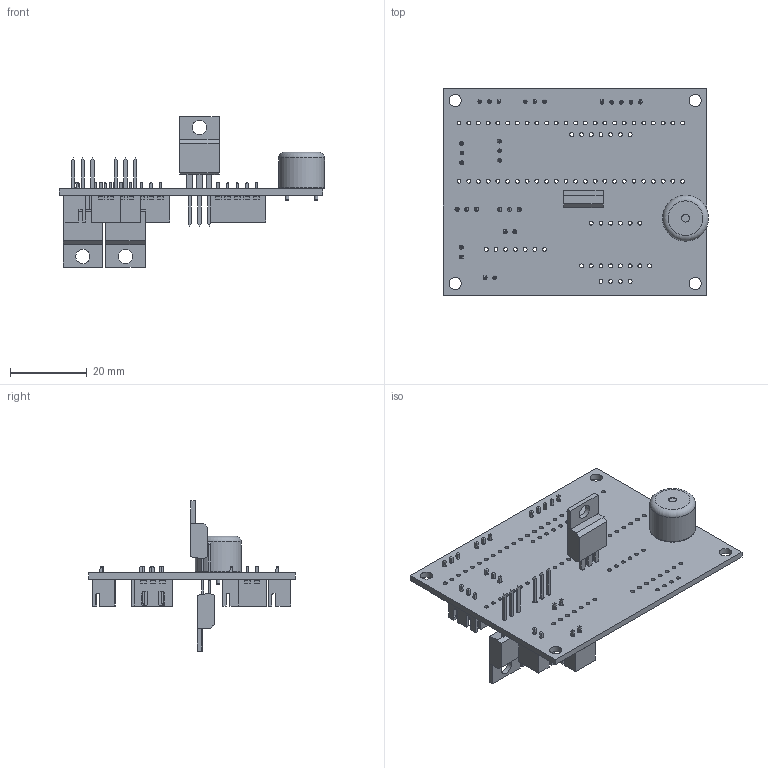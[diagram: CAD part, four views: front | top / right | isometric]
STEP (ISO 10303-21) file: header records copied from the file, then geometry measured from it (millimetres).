
FILE_DESCRIPTION(('KiCad electronic assembly'),'2;1');
FILE_NAME('UDM PCB.STEP','2023-10-12T09:16:49',('Pcbnew'),('Kicad'), 'Open CASCADE STEP processor 7.7','KiCad to STEP converter','Unknown' );
FILE_SCHEMA(('AUTOMOTIVE_DESIGN { 1 0 10303 214 1 1 1 1 }'));
Length unit declared in the file: millimetre
Products named in the file (12): UDM PCB 1; TO-220-3_Vertical; SOLID; Buzzer_12x9.5RM7.6; JST_XH_B3B-XH-A_1x03_P2.50mm_Vertical; JST_XH_B5B-XH-A_1x05_P2.50mm_Vertical; JST_XH_B2B-XH-A_1x02_P2.50mm_Vertical; UDM PCB PCB
Assembly tree (18 placements, depth 3):
  UDM PCB 1
    TO-220-3_Vertical  x3
      SOLID
    Buzzer_12x9.5RM7.6
      SOLID
    JST_XH_B3B-XH-A_1x03_P2.50mm_Vertical  x4
      SOLID
    JST_XH_B5B-XH-A_1x05_P2.50mm_Vertical
      SOLID
    JST_XH_B2B-XH-A_1x02_P2.50mm_Vertical  x3
      SOLID
    UDM PCB PCB
Bounding box: 69.26 x 53.85 x 39.25 mm (x, y, z)
Volume: 9821.2 mm3; surface area: 14581.9 mm2
Topology: 13 solids, 13 shells, 1181 faces, 3178 edges, 2072 vertices
Faces by surface type: plane 1020, cylinder 157, torus 4
Full cylindrical faces by diameter (mm): 0.9 x2, 0.95 x17, 1 x8, 1.02 x80, 1.1 x9, 2 x1, 3.2 x4, 3.735 x3, 12 x1
Entity records: 41207 total; most frequent: CARTESIAN_POINT 7506, DIRECTION 5675, LINE 3943, VECTOR 3943, ORIENTED_EDGE 2994, PCURVE 2994, DEFINITIONAL_REPRESENTATION 2994, EDGE_CURVE 1497
